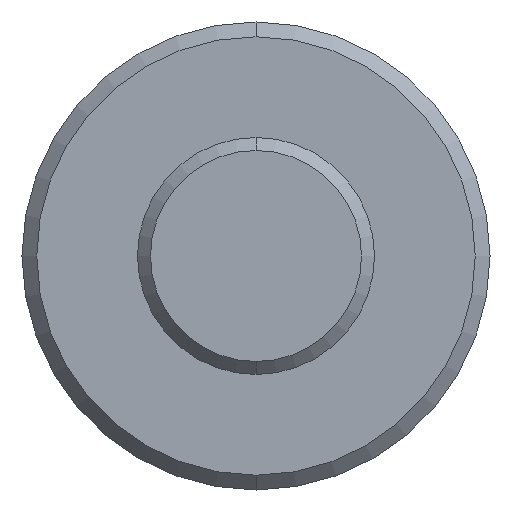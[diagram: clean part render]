
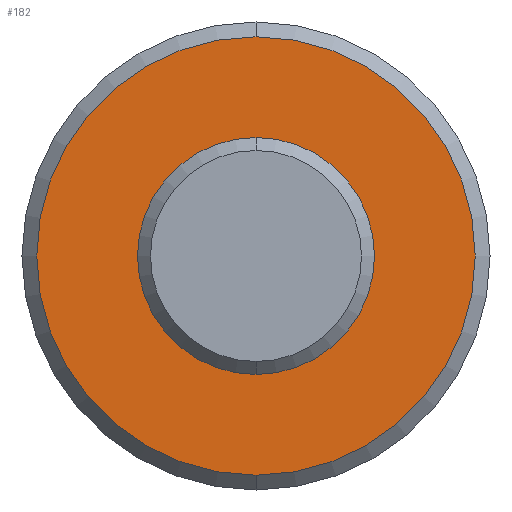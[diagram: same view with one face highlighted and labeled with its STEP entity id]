
A CAD part, front view. The second image highlights one B-rep face of the part: STEP entity #182.
In plain terms, the highlighted planar face has unit normal (0, -1, 0).
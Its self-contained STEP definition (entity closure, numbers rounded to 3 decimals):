
#46 = CIRCLE ( 'NONE', #55, 3.9 ) ;
#55 = AXIS2_PLACEMENT_3D ( 'NONE', #484, #444, #476 ) ;
#59 = AXIS2_PLACEMENT_3D ( 'NONE', #563, #568, #564 ) ;
#72 = CIRCLE ( 'NONE', #59, 3.9 ) ;
#77 = AXIS2_PLACEMENT_3D ( 'NONE', #643, #632, #647 ) ;
#85 = CIRCLE ( 'NONE', #77, 7.4 ) ;
#88 = AXIS2_PLACEMENT_3D ( 'NONE', #615, #623, #642 ) ;
#97 = AXIS2_PLACEMENT_3D ( 'NONE', #625, #645, #614 ) ;
#100 = CIRCLE ( 'NONE', #97, 7.4 ) ;
#133 = EDGE_CURVE ( 'NONE', #276, #270, #46, .T. ) ;
#162 = EDGE_CURVE ( 'NONE', #270, #276, #72, .T. ) ;
#176 = EDGE_CURVE ( 'NONE', #255, #249, #100, .T. ) ;
#182 = ADVANCED_FACE ( 'NONE', ( #631, #630 ), #634, .F. ) ;
#183 = EDGE_CURVE ( 'NONE', #249, #255, #85, .T. ) ;
#249 = VERTEX_POINT ( 'NONE', #715 ) ;
#255 = VERTEX_POINT ( 'NONE', #707 ) ;
#270 = VERTEX_POINT ( 'NONE', #714 ) ;
#276 = VERTEX_POINT ( 'NONE', #718 ) ;
#283 = ORIENTED_EDGE ( 'NONE', *, *, #162, .T. ) ;
#294 = ORIENTED_EDGE ( 'NONE', *, *, #176, .T. ) ;
#297 = ORIENTED_EDGE ( 'NONE', *, *, #183, .T. ) ;
#324 = ORIENTED_EDGE ( 'NONE', *, *, #133, .T. ) ;
#347 = EDGE_LOOP ( 'NONE', ( #297, #294 ) ) ;
#386 = EDGE_LOOP ( 'NONE', ( #324, #283 ) ) ;
#444 = DIRECTION ( 'NONE',  ( 0., 1., 0. ) ) ;
#476 = DIRECTION ( 'NONE',  ( 0., 0., 1. ) ) ;
#484 = CARTESIAN_POINT ( 'NONE',  ( 0., 0., 0. ) ) ;
#563 = CARTESIAN_POINT ( 'NONE',  ( 0., 0., 0. ) ) ;
#564 = DIRECTION ( 'NONE',  ( 0., 0., 1. ) ) ;
#568 = DIRECTION ( 'NONE',  ( 0., 1., 0. ) ) ;
#614 = DIRECTION ( 'NONE',  ( 0., 0., 1. ) ) ;
#615 = CARTESIAN_POINT ( 'NONE',  ( 0., 0., 0. ) ) ;
#623 = DIRECTION ( 'NONE',  ( 0., 1., 0. ) ) ;
#625 = CARTESIAN_POINT ( 'NONE',  ( 0., 0., 0. ) ) ;
#630 = FACE_BOUND ( 'NONE', #386, .T. ) ;
#631 = FACE_OUTER_BOUND ( 'NONE', #347, .T. ) ;
#632 = DIRECTION ( 'NONE',  ( 0., -1., 0. ) ) ;
#634 = PLANE ( 'NONE',  #88 ) ;
#642 = DIRECTION ( 'NONE',  ( 0., 0., 1. ) ) ;
#643 = CARTESIAN_POINT ( 'NONE',  ( 0., 0., 0. ) ) ;
#645 = DIRECTION ( 'NONE',  ( 0., -1., 0. ) ) ;
#647 = DIRECTION ( 'NONE',  ( 0., 0., 1. ) ) ;
#707 = CARTESIAN_POINT ( 'NONE',  ( 0., 0., -7.4 ) ) ;
#714 = CARTESIAN_POINT ( 'NONE',  ( 0., 0., -3.9 ) ) ;
#715 = CARTESIAN_POINT ( 'NONE',  ( 0., 0., 7.4 ) ) ;
#718 = CARTESIAN_POINT ( 'NONE',  ( 0., 0., 3.9 ) ) ;
